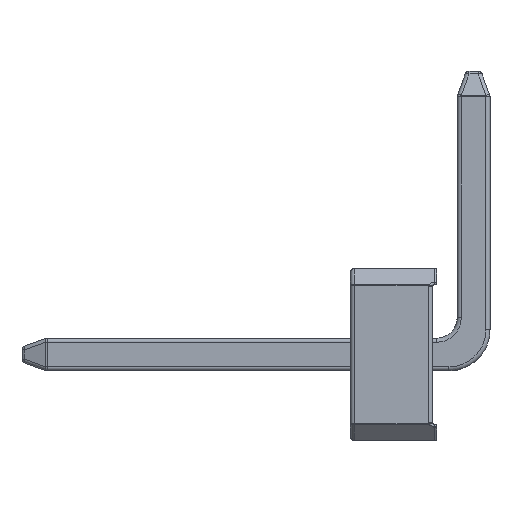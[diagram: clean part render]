
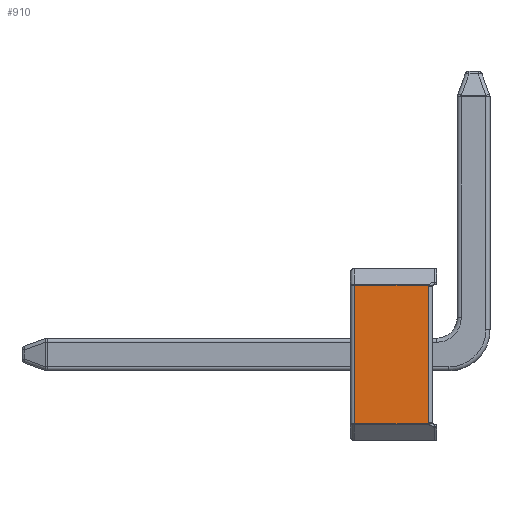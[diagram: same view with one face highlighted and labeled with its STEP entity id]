
A CAD part, left-side view. The second image highlights one B-rep face of the part: STEP entity #910.
In plain terms, the highlighted planar face has unit normal (-1, 0, 0).
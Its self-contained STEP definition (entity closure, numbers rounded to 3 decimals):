
#49 = VECTOR ( 'NONE', #5623, 1000. ) ;
#174 = DIRECTION ( 'NONE',  ( 1., 0., 0. ) ) ;
#328 = CARTESIAN_POINT ( 'NONE',  ( -0.635, -0.937, 0.841 ) ) ;
#399 = ORIENTED_EDGE ( 'NONE', *, *, #1209, .T. ) ;
#571 = DIRECTION ( 'NONE',  ( 0., -1., 0. ) ) ;
#611 = EDGE_LOOP ( 'NONE', ( #956, #1052, #2950, #2782, #4386, #399, #821, #666 ) ) ;
#666 = ORIENTED_EDGE ( 'NONE', *, *, #2924, .T. ) ;
#692 = VERTEX_POINT ( 'NONE', #3419 ) ;
#720 = CARTESIAN_POINT ( 'NONE',  ( -0.635, -0.949, 0.831 ) ) ;
#750 = CARTESIAN_POINT ( 'NONE',  ( -0.635, -0.937, 0.842 ) ) ;
#796 = CARTESIAN_POINT ( 'NONE',  ( -0.635, -0.937, 0.842 ) ) ;
#821 = ORIENTED_EDGE ( 'NONE', *, *, #3984, .T. ) ;
#894 = CARTESIAN_POINT ( 'NONE',  ( -0.635, -0.937, -0.841 ) ) ;
#910 = ADVANCED_FACE ( 'NONE', ( #5232 ), #3346, .F. ) ;
#956 = ORIENTED_EDGE ( 'NONE', *, *, #1840, .T. ) ;
#979 = VERTEX_POINT ( 'NONE', #4979 ) ;
#1052 = ORIENTED_EDGE ( 'NONE', *, *, #2492, .T. ) ;
#1140 = VECTOR ( 'NONE', #2558, 1000. ) ;
#1169 = CARTESIAN_POINT ( 'NONE',  ( -0.635, -0.946, 0.832 ) ) ;
#1192 = VERTEX_POINT ( 'NONE', #750 ) ;
#1207 = CARTESIAN_POINT ( 'NONE',  ( -0.635, -0.946, -0.832 ) ) ;
#1209 = EDGE_CURVE ( 'NONE', #2569, #1670, #1370, .T. ) ;
#1227 = CARTESIAN_POINT ( 'NONE',  ( -0.635, -0.941, 0.836 ) ) ;
#1268 = LINE ( 'NONE', #2374, #49 ) ;
#1358 = CARTESIAN_POINT ( 'NONE',  ( -0.635, -0.937, -0.839 ) ) ;
#1370 = B_SPLINE_CURVE_WITH_KNOTS ( 'NONE', 3,
 ( #2123, #3533, #1207, #1672, #4936, #2148, #5397 ),
 .UNSPECIFIED., .F., .F.,
 ( 4, 3, 4 ),
 ( 0., 0., 0. ),
 .UNSPECIFIED. ) ;
#1401 = CARTESIAN_POINT ( 'NONE',  ( -0.635, -0.937, -0.842 ) ) ;
#1404 = CARTESIAN_POINT ( 'NONE',  ( -0.635, -0.941, 0.836 ) ) ;
#1470 = EDGE_CURVE ( 'NONE', #2294, #2569, #3742, .T. ) ;
#1562 = DIRECTION ( 'NONE',  ( 0., 0., -1. ) ) ;
#1614 = EDGE_CURVE ( 'NONE', #4634, #2294, #1907, .T. ) ;
#1640 = CARTESIAN_POINT ( 'NONE',  ( -0.635, -0.941, 0.836 ) ) ;
#1670 = VERTEX_POINT ( 'NONE', #1994 ) ;
#1672 = CARTESIAN_POINT ( 'NONE',  ( -0.635, -0.949, -0.831 ) ) ;
#1695 = CARTESIAN_POINT ( 'NONE',  ( -0.635, -0.939, 0.837 ) ) ;
#1732 = CARTESIAN_POINT ( 'NONE',  ( -0.635, -0.941, -0.836 ) ) ;
#1828 = CARTESIAN_POINT ( 'NONE',  ( -0.635, -0.938, -0.838 ) ) ;
#1840 = EDGE_CURVE ( 'NONE', #3685, #1192, #5005, .T. ) ;
#1907 = LINE ( 'NONE', #5670, #3006 ) ;
#1994 = CARTESIAN_POINT ( 'NONE',  ( -0.635, -0.95, -0.83 ) ) ;
#2084 = CARTESIAN_POINT ( 'NONE',  ( -0.635, -0.95, 0. ) ) ;
#2123 = CARTESIAN_POINT ( 'NONE',  ( -0.635, -0.941, -0.836 ) ) ;
#2148 = CARTESIAN_POINT ( 'NONE',  ( -0.635, -0.95, -0.83 ) ) ;
#2149 = LINE ( 'NONE', #5392, #5567 ) ;
#2171 = CARTESIAN_POINT ( 'NONE',  ( -0.635, -0.938, 0.838 ) ) ;
#2294 = VERTEX_POINT ( 'NONE', #1401 ) ;
#2301 = CARTESIAN_POINT ( 'NONE',  ( -0.635, -0.94, -0.837 ) ) ;
#2374 = CARTESIAN_POINT ( 'NONE',  ( -0.635, -0.05, -0.85 ) ) ;
#2492 = EDGE_CURVE ( 'NONE', #1192, #692, #2149, .T. ) ;
#2546 = LINE ( 'NONE', #2084, #1140 ) ;
#2558 = DIRECTION ( 'NONE',  ( 0., 0., 1. ) ) ;
#2569 = VERTEX_POINT ( 'NONE', #1732 ) ;
#2644 = CARTESIAN_POINT ( 'NONE',  ( -0.635, -0.937, 0.84 ) ) ;
#2761 = B_SPLINE_CURVE_WITH_KNOTS ( 'NONE', 3,
 ( #3045, #3497, #720, #3982, #1169, #4448, #1640 ),
 .UNSPECIFIED., .F., .F.,
 ( 4, 3, 4 ),
 ( 0., 0., 0. ),
 .UNSPECIFIED. ) ;
#2768 = CARTESIAN_POINT ( 'NONE',  ( -0.635, -0.941, -0.836 ) ) ;
#2782 = ORIENTED_EDGE ( 'NONE', *, *, #1614, .T. ) ;
#2924 = EDGE_CURVE ( 'NONE', #979, #3685, #2761, .T. ) ;
#2950 = ORIENTED_EDGE ( 'NONE', *, *, #3706, .T. ) ;
#2977 = CARTESIAN_POINT ( 'NONE',  ( -0.635, -1., 0. ) ) ;
#3006 = VECTOR ( 'NONE', #571, 1000. ) ;
#3044 = CARTESIAN_POINT ( 'NONE',  ( -0.635, -0.05, -0.842 ) ) ;
#3045 = CARTESIAN_POINT ( 'NONE',  ( -0.635, -0.95, 0.83 ) ) ;
#3120 = CARTESIAN_POINT ( 'NONE',  ( -0.635, -0.937, 0.841 ) ) ;
#3346 = PLANE ( 'NONE',  #5314 ) ;
#3419 = CARTESIAN_POINT ( 'NONE',  ( -0.635, -0.05, 0.842 ) ) ;
#3497 = CARTESIAN_POINT ( 'NONE',  ( -0.635, -0.95, 0.83 ) ) ;
#3533 = CARTESIAN_POINT ( 'NONE',  ( -0.635, -0.944, -0.834 ) ) ;
#3571 = CARTESIAN_POINT ( 'NONE',  ( -0.635, -0.937, 0.842 ) ) ;
#3685 = VERTEX_POINT ( 'NONE', #1404 ) ;
#3696 = CARTESIAN_POINT ( 'NONE',  ( -0.635, -0.937, -0.841 ) ) ;
#3706 = EDGE_CURVE ( 'NONE', #692, #4634, #1268, .T. ) ;
#3742 = B_SPLINE_CURVE_WITH_KNOTS ( 'NONE', 3,
 ( #5071, #5994, #3696, #894, #4161, #1358, #4630, #1828, #5086, #2301, #5546, #2768, #4739 ),
 .UNSPECIFIED., .F., .F.,
 ( 4, 3, 3, 3, 4 ),
 ( 0., 0., 0., 0., 0. ),
 .UNSPECIFIED. ) ;
#3982 = CARTESIAN_POINT ( 'NONE',  ( -0.635, -0.949, 0.831 ) ) ;
#3984 = EDGE_CURVE ( 'NONE', #1670, #979, #2546, .T. ) ;
#4009 = DIRECTION ( 'NONE',  ( 0., 1., 0. ) ) ;
#4033 = CARTESIAN_POINT ( 'NONE',  ( -0.635, -0.94, 0.836 ) ) ;
#4161 = CARTESIAN_POINT ( 'NONE',  ( -0.635, -0.937, -0.84 ) ) ;
#4386 = ORIENTED_EDGE ( 'NONE', *, *, #1470, .T. ) ;
#4448 = CARTESIAN_POINT ( 'NONE',  ( -0.635, -0.944, 0.834 ) ) ;
#4509 = CARTESIAN_POINT ( 'NONE',  ( -0.635, -0.94, 0.836 ) ) ;
#4630 = CARTESIAN_POINT ( 'NONE',  ( -0.635, -0.938, -0.839 ) ) ;
#4634 = VERTEX_POINT ( 'NONE', #3044 ) ;
#4739 = CARTESIAN_POINT ( 'NONE',  ( -0.635, -0.941, -0.836 ) ) ;
#4936 = CARTESIAN_POINT ( 'NONE',  ( -0.635, -0.949, -0.831 ) ) ;
#4956 = CARTESIAN_POINT ( 'NONE',  ( -0.635, -0.938, 0.838 ) ) ;
#4979 = CARTESIAN_POINT ( 'NONE',  ( -0.635, -0.95, 0.83 ) ) ;
#5005 = B_SPLINE_CURVE_WITH_KNOTS ( 'NONE', 3,
 ( #1227, #4033, #4509, #1695, #4956, #2171, #5418, #2644, #5887, #3120, #328, #3571, #796 ),
 .UNSPECIFIED., .F., .F.,
 ( 4, 3, 3, 3, 4 ),
 ( 0., 0., 0., 0., 0. ),
 .UNSPECIFIED. ) ;
#5071 = CARTESIAN_POINT ( 'NONE',  ( -0.635, -0.937, -0.842 ) ) ;
#5086 = CARTESIAN_POINT ( 'NONE',  ( -0.635, -0.939, -0.837 ) ) ;
#5232 = FACE_OUTER_BOUND ( 'NONE', #611, .T. ) ;
#5314 = AXIS2_PLACEMENT_3D ( 'NONE', #2977, #174, #1562 ) ;
#5392 = CARTESIAN_POINT ( 'NONE',  ( -0.635, -1., 0.842 ) ) ;
#5397 = CARTESIAN_POINT ( 'NONE',  ( -0.635, -0.95, -0.83 ) ) ;
#5418 = CARTESIAN_POINT ( 'NONE',  ( -0.635, -0.937, 0.839 ) ) ;
#5546 = CARTESIAN_POINT ( 'NONE',  ( -0.635, -0.94, -0.836 ) ) ;
#5567 = VECTOR ( 'NONE', #4009, 1000. ) ;
#5623 = DIRECTION ( 'NONE',  ( 0., 0., -1. ) ) ;
#5670 = CARTESIAN_POINT ( 'NONE',  ( -0.635, -1., -0.842 ) ) ;
#5887 = CARTESIAN_POINT ( 'NONE',  ( -0.635, -0.937, 0.84 ) ) ;
#5994 = CARTESIAN_POINT ( 'NONE',  ( -0.635, -0.937, -0.842 ) ) ;
